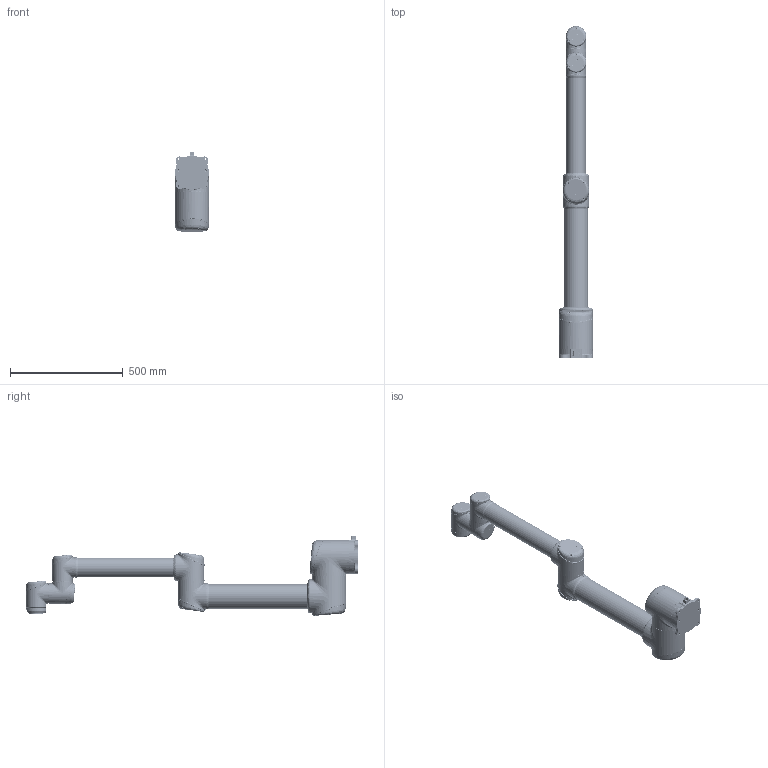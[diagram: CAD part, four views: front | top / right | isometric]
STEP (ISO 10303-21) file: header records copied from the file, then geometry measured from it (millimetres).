
FILE_DESCRIPTION (( 'STEP AP214' ), '1' );
FILE_NAME ('Universal Robots - UR10.STEP', '2011-12-14T12:15:26', ( '' ), ( '' ), 'SwSTEP 2.0', 'SolidWorks 2011', '' );
FILE_SCHEMA (( 'AUTOMOTIVE_DESIGN' ));
Length unit declared in the file: millimetre
Products named in the file (9): Base; Size 4 Joint; Upper arm; Size 3 Joint; Size 3 Elbow; Lower arm; Size 2 Joint; Tool flange; Universal Robots - UR10
Assembly tree (11 placements, depth 2):
  Universal Robots - UR10
    Size 4 Joint  x2
    Size 2 Joint  x3
    Size 3 Joint
    Tool flange
    Lower arm
    Base
    Upper arm
    Size 3 Elbow
Bounding box: 150.38 x 1473.9 x 355.2 mm (x, y, z)
Volume: 18750339.6 mm3; surface area: 1247393.8 mm2
Topology: 60 solids, 61 shells, 6509 faces, 15675 edges, 9134 vertices
Faces by surface type: bspline 3463, plane 1343, cylinder 1249, cone 454
Entity records: 298749 total; most frequent: CARTESIAN_POINT 176997, ORIENTED_EDGE 18954, DIRECTION 11545, EDGE_CURVE 9477, VERTEX_POINT 5663, AXIS2_PLACEMENT_3D 4435, EDGE_LOOP 4212, UNCERTAINTY_MEASURE_WITH_UNIT 4085
